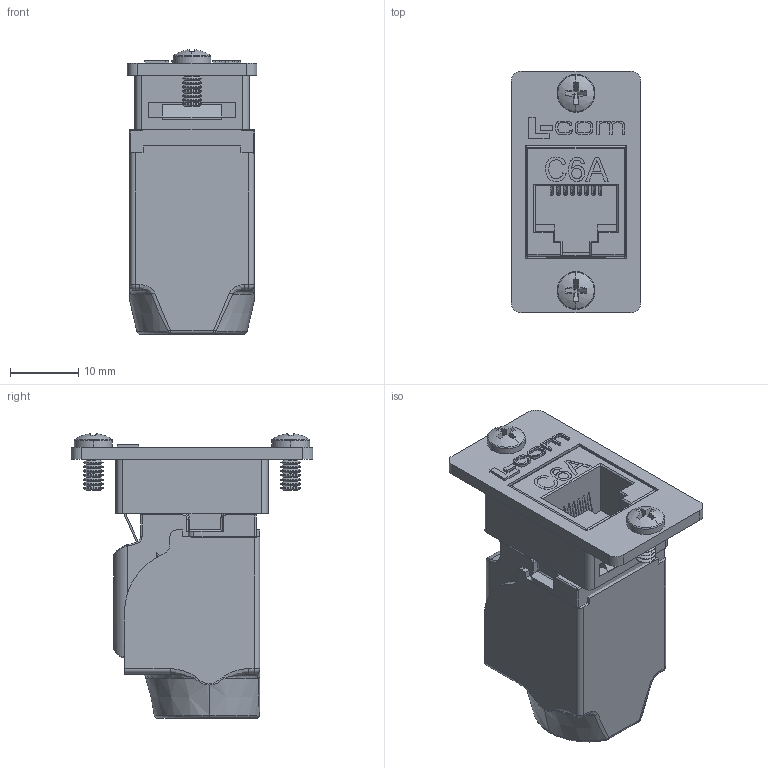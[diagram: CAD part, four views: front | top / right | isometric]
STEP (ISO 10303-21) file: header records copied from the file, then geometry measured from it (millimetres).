
FILE_DESCRIPTION (( 'STEP AP203' ), '1' );
FILE_NAME ('ECFRJ110C6A-S.STEP', '2013-07-12T20:00:13', ( 'x' ), ( '' ), 'SwSTEP 2.0', 'SolidWorks 2012', '' );
FILE_SCHEMA (( 'CONFIG_CONTROL_DESIGN' ));
Length unit declared in the file: inch
Products named in the file (7): ECFRJ110C6A-S; 91772A106_default; RJ110C6A-S_No Cable Tie; RJ110C6A-S-MA3; RJ110C6A-S-MA2; RJ110C6A-S-MA1_No Cable Tie; ECF-SK_with Global Connectivity logo
Assembly tree (7 placements, depth 3):
  ECFRJ110C6A-S
    ECF-SK_with Global Connectivity logo
    RJ110C6A-S_No Cable Tie
      RJ110C6A-S-MA1_No Cable Tie
      RJ110C6A-S-MA2
      RJ110C6A-S-MA3
    91772A106_default  x2
Bounding box: 19.05 x 35.56 x 41.85 mm (x, y, z)
Volume: 10918.5 mm3; surface area: 12216.7 mm2
Topology: 6 solids, 6 shells, 998 faces, 2633 edges, 1677 vertices
Faces by surface type: plane 520, cylinder 177, bspline 162, cone 81, torus 38, sphere 20
Entity records: 36961 total; most frequent: CARTESIAN_POINT 14342, ORIENTED_EDGE 4842, DIRECTION 4012, EDGE_CURVE 2421, LINE 1622, VECTOR 1622, VERTEX_POINT 1553, AXIS2_PLACEMENT_3D 1195
